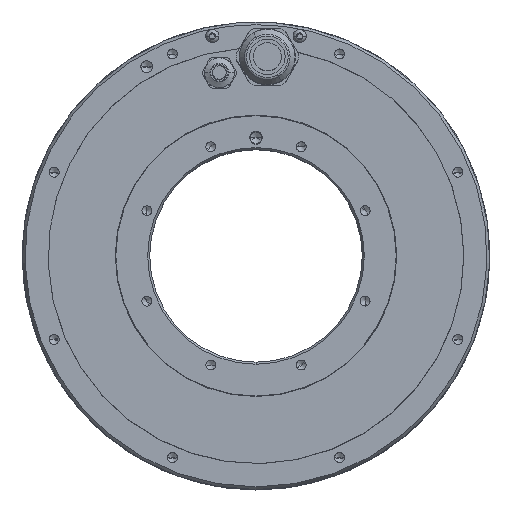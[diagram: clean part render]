
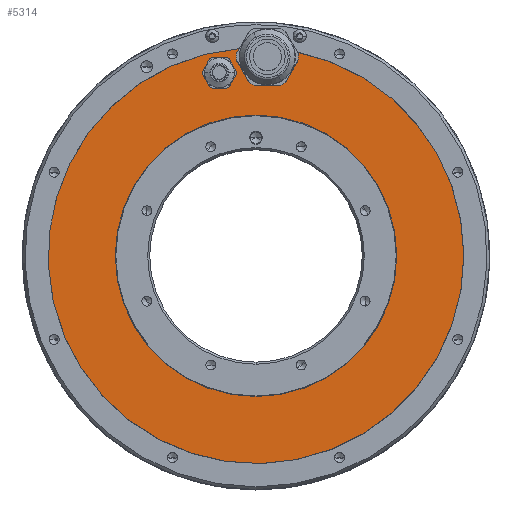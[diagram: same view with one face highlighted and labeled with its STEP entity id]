
A CAD part, top view. The second image highlights one B-rep face of the part: STEP entity #5314.
In plain terms, the highlighted planar face has unit normal (0, 0, 1).
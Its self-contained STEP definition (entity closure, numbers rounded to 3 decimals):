
#408=DIRECTION('',(0.5,-0.866,0.));
#409=VECTOR('',#408,3.137);
#410=CARTESIAN_POINT('',(-10.655,82.108,
-0.15));
#411=LINE('',#410,#409);
#412=CARTESIAN_POINT('',(-15.5,77.5,-0.15));
#413=DIRECTION('',(0.,0.,1.));
#414=DIRECTION('',(0.725,0.689,0.));
#415=AXIS2_PLACEMENT_3D('',#412,#413,#414);
#417=DIRECTION('',(-1.,0.,0.));
#418=VECTOR('',#417,3.137);
#419=CARTESIAN_POINT('',(-13.931,84.,-0.15));
#420=LINE('',#419,#418);
#421=CARTESIAN_POINT('',(-15.5,77.5,-0.15));
#422=DIRECTION('',(0.,0.,1.));
#423=DIRECTION('',(-0.235,0.972,0.));
#424=AXIS2_PLACEMENT_3D('',#421,#422,#423);
#426=DIRECTION('',(0.5,0.866,0.));
#427=VECTOR('',#426,3.137);
#428=CARTESIAN_POINT('',(-21.913,79.392,
-0.15));
#429=LINE('',#428,#427);
#430=CARTESIAN_POINT('',(-15.5,77.5,-0.15));
#431=DIRECTION('',(0.,0.,1.));
#432=DIRECTION('',(-0.959,0.283,0.));
#433=AXIS2_PLACEMENT_3D('',#430,#431,#432);
#435=DIRECTION('',(-0.5,0.866,0.));
#436=VECTOR('',#435,3.137);
#437=CARTESIAN_POINT('',(-20.345,72.892,
-0.15));
#438=LINE('',#437,#436);
#439=CARTESIAN_POINT('',(-15.5,77.5,-0.15));
#440=DIRECTION('',(0.,0.,1.));
#441=DIRECTION('',(-0.725,-0.689,0.));
#442=AXIS2_PLACEMENT_3D('',#439,#440,#441);
#444=DIRECTION('',(1.,0.,0.));
#445=VECTOR('',#444,3.137);
#446=CARTESIAN_POINT('',(-17.069,71.,-0.15));
#447=LINE('',#446,#445);
#448=CARTESIAN_POINT('',(-15.5,77.5,-0.15));
#449=DIRECTION('',(0.,0.,1.));
#450=DIRECTION('',(0.235,-0.972,0.));
#451=AXIS2_PLACEMENT_3D('',#448,#449,#450);
#453=DIRECTION('',(-0.5,-0.866,0.));
#454=VECTOR('',#453,3.137);
#455=CARTESIAN_POINT('',(-9.087,75.608,
-0.15));
#456=LINE('',#455,#454);
#457=CARTESIAN_POINT('',(-15.5,77.5,-0.15));
#458=DIRECTION('',(0.,0.,1.));
#459=DIRECTION('',(0.959,-0.283,0.));
#460=AXIS2_PLACEMENT_3D('',#457,#458,#459);
#462=CARTESIAN_POINT('',(4.8,84.2,-0.15));
#463=DIRECTION('',(0.,0.,1.));
#464=DIRECTION('',(-0.766,-0.643,0.));
#465=AXIS2_PLACEMENT_3D('',#462,#463,#464);
#467=DIRECTION('',(-1.,0.,0.));
#468=VECTOR('',#467,4.249);
#469=CARTESIAN_POINT('',(6.924,72.2,-0.15));
#470=LINE('',#469,#468);
#471=CARTESIAN_POINT('',(4.8,84.2,-0.15));
#472=DIRECTION('',(0.,0.,1.));
#473=DIRECTION('',(0.174,-0.985,0.));
#474=AXIS2_PLACEMENT_3D('',#471,#472,#473);
#476=DIRECTION('',(-0.5,-0.866,0.));
#477=VECTOR('',#476,4.249);
#478=CARTESIAN_POINT('',(16.254,80.04,-0.15));
#479=LINE('',#478,#477);
#480=CARTESIAN_POINT('',(4.8,84.2,-0.15));
#481=DIRECTION('',(0.,0.,1.));
#482=DIRECTION('',(0.94,-0.341,0.));
#483=AXIS2_PLACEMENT_3D('',#480,#481,#482);
#485=CARTESIAN_POINT('',(4.8,84.2,-0.15));
#486=DIRECTION('',(0.,0.,1.));
#487=DIRECTION('',(-0.957,0.29,0.));
#488=AXIS2_PLACEMENT_3D('',#485,#486,#487);
#490=DIRECTION('',(0.5,-0.866,0.));
#491=VECTOR('',#490,4.249);
#492=CARTESIAN_POINT('',(-6.654,80.04,
-0.15));
#493=LINE('',#492,#491);
#503=CARTESIAN_POINT('',(0.,0.,-0.15));
#504=DIRECTION('',(0.,0.,1.));
#505=DIRECTION('',(-1.,0.,0.));
#506=AXIS2_PLACEMENT_3D('',#503,#504,#505);
#1746=CARTESIAN_POINT('',(0.,0.,-0.15));
#1747=DIRECTION('',(0.,0.,1.));
#1748=DIRECTION('',(-0.078,0.997,0.));
#1749=AXIS2_PLACEMENT_3D('',#1746,#1747,#1748);
#2798=CARTESIAN_POINT('',(0.,0.,-0.15));
#2799=DIRECTION('',(0.,0.,1.));
#2800=DIRECTION('',(1.,0.,0.));
#2801=AXIS2_PLACEMENT_3D('',#2798,#2799,#2800);
#3863=CARTESIAN_POINT('',(-59.59,0.,-0.15));
#3864=CARTESIAN_POINT('',(59.59,0.,-0.15));
#3865=VERTEX_POINT('',#3863);
#3866=VERTEX_POINT('',#3864);
#4044=CARTESIAN_POINT('',(-10.655,82.108,
-0.15));
#4045=CARTESIAN_POINT('',(-9.087,79.392,
-0.15));
#4046=VERTEX_POINT('',#4044);
#4047=VERTEX_POINT('',#4045);
#4048=CARTESIAN_POINT('',(-13.931,84.,-0.15));
#4049=VERTEX_POINT('',#4048);
#4050=CARTESIAN_POINT('',(-17.069,84.,-0.15));
#4051=VERTEX_POINT('',#4050);
#4052=CARTESIAN_POINT('',(-20.345,82.108,
-0.15));
#4053=VERTEX_POINT('',#4052);
#4054=CARTESIAN_POINT('',(-21.913,79.392,
-0.15));
#4055=VERTEX_POINT('',#4054);
#4056=CARTESIAN_POINT('',(-21.913,75.608,
-0.15));
#4057=VERTEX_POINT('',#4056);
#4058=CARTESIAN_POINT('',(-20.345,72.892,
-0.15));
#4059=VERTEX_POINT('',#4058);
#4060=CARTESIAN_POINT('',(-17.069,71.,-0.15));
#4061=VERTEX_POINT('',#4060);
#4062=CARTESIAN_POINT('',(-13.931,71.,-0.15));
#4063=VERTEX_POINT('',#4062);
#4064=CARTESIAN_POINT('',(-10.655,72.892,
-0.15));
#4065=VERTEX_POINT('',#4064);
#4066=CARTESIAN_POINT('',(-9.087,75.608,
-0.15));
#4067=VERTEX_POINT('',#4066);
#4238=CARTESIAN_POINT('',(-4.53,76.36,
-0.15));
#4239=CARTESIAN_POINT('',(2.676,72.2,-0.15));
#4240=VERTEX_POINT('',#4238);
#4241=VERTEX_POINT('',#4239);
#4242=CARTESIAN_POINT('',(-6.654,80.04,
-0.15));
#4243=VERTEX_POINT('',#4242);
#4244=CARTESIAN_POINT('',(-6.864,87.732,
-0.15));
#4245=VERTEX_POINT('',#4244);
#4246=CARTESIAN_POINT('',(16.254,80.04,
-0.15));
#4247=CARTESIAN_POINT('',(16.789,86.384,
-0.15));
#4248=VERTEX_POINT('',#4246);
#4249=VERTEX_POINT('',#4247);
#4250=CARTESIAN_POINT('',(14.13,76.36,
-0.15));
#4251=VERTEX_POINT('',#4250);
#4252=CARTESIAN_POINT('',(6.924,72.2,-0.15));
#4253=VERTEX_POINT('',#4252);
#5260=CARTESIAN_POINT('',(0.,0.,-0.15));
#5261=DIRECTION('',(0.,0.,1.));
#5262=DIRECTION('',(1.,0.,0.));
#5263=AXIS2_PLACEMENT_3D('',#5260,#5261,#5262);
#5264=PLANE('',#5263);
#5266=ORIENTED_EDGE('',*,*,#5265,.T.);
#5268=ORIENTED_EDGE('',*,*,#5267,.F.);
#5270=ORIENTED_EDGE('',*,*,#5269,.T.);
#5271=ORIENTED_EDGE('',*,*,#5234,.F.);
#5273=ORIENTED_EDGE('',*,*,#5272,.T.);
#5275=ORIENTED_EDGE('',*,*,#5274,.F.);
#5277=ORIENTED_EDGE('',*,*,#5276,.T.);
#5279=ORIENTED_EDGE('',*,*,#5278,.T.);
#5280=EDGE_LOOP('',(#5266,#5268,#5270,#5271,#5273,#5275,#5277,#5279));
#5281=FACE_OUTER_BOUND('',#5280,.F.);
#5283=ORIENTED_EDGE('',*,*,#5282,.F.);
#5285=ORIENTED_EDGE('',*,*,#5284,.T.);
#5287=ORIENTED_EDGE('',*,*,#5286,.T.);
#5289=ORIENTED_EDGE('',*,*,#5288,.T.);
#5291=ORIENTED_EDGE('',*,*,#5290,.F.);
#5293=ORIENTED_EDGE('',*,*,#5292,.T.);
#5295=ORIENTED_EDGE('',*,*,#5294,.F.);
#5297=ORIENTED_EDGE('',*,*,#5296,.T.);
#5299=ORIENTED_EDGE('',*,*,#5298,.T.);
#5301=ORIENTED_EDGE('',*,*,#5300,.T.);
#5303=ORIENTED_EDGE('',*,*,#5302,.F.);
#5305=ORIENTED_EDGE('',*,*,#5304,.T.);
#5306=EDGE_LOOP('',(#5283,#5285,#5287,#5289,#5291,#5293,#5295,#5297,#5299,#5301,
#5303,#5305));
#5307=FACE_BOUND('',#5306,.F.);
#5309=ORIENTED_EDGE('',*,*,#5308,.T.);
#5311=ORIENTED_EDGE('',*,*,#5310,.T.);
#5312=EDGE_LOOP('',(#5309,#5311));
#5313=FACE_BOUND('',#5312,.F.);
#5314=ADVANCED_FACE('',(#5281,#5307,#5313),#5264,.T.);
#416=CIRCLE('',#415,6.687);
#425=CIRCLE('',#424,6.687);
#434=CIRCLE('',#433,6.687);
#443=CIRCLE('',#442,6.687);
#452=CIRCLE('',#451,6.687);
#461=CIRCLE('',#460,6.687);
#466=CIRCLE('',#465,12.187);
#475=CIRCLE('',#474,12.187);
#484=CIRCLE('',#483,12.187);
#489=CIRCLE('',#488,12.187);
#507=CIRCLE('',#506,59.59);
#1750=CIRCLE('',#1749,88.);
#2802=CIRCLE('',#2801,59.59);
#5234=EDGE_CURVE('',#4248,#4251,#479,.T.);
#5265=EDGE_CURVE('',#4240,#4241,#466,.T.);
#5267=EDGE_CURVE('',#4253,#4241,#470,.T.);
#5269=EDGE_CURVE('',#4253,#4251,#475,.T.);
#5272=EDGE_CURVE('',#4248,#4249,#484,.T.);
#5274=EDGE_CURVE('',#4245,#4249,#1750,.T.);
#5276=EDGE_CURVE('',#4245,#4243,#489,.T.);
#5278=EDGE_CURVE('',#4243,#4240,#493,.T.);
#5282=EDGE_CURVE('',#4046,#4047,#411,.T.);
#5284=EDGE_CURVE('',#4046,#4049,#416,.T.);
#5286=EDGE_CURVE('',#4049,#4051,#420,.T.);
#5288=EDGE_CURVE('',#4051,#4053,#425,.T.);
#5290=EDGE_CURVE('',#4055,#4053,#429,.T.);
#5292=EDGE_CURVE('',#4055,#4057,#434,.T.);
#5294=EDGE_CURVE('',#4059,#4057,#438,.T.);
#5296=EDGE_CURVE('',#4059,#4061,#443,.T.);
#5298=EDGE_CURVE('',#4061,#4063,#447,.T.);
#5300=EDGE_CURVE('',#4063,#4065,#452,.T.);
#5302=EDGE_CURVE('',#4067,#4065,#456,.T.);
#5304=EDGE_CURVE('',#4067,#4047,#461,.T.);
#5308=EDGE_CURVE('',#3865,#3866,#507,.T.);
#5310=EDGE_CURVE('',#3866,#3865,#2802,.T.);
